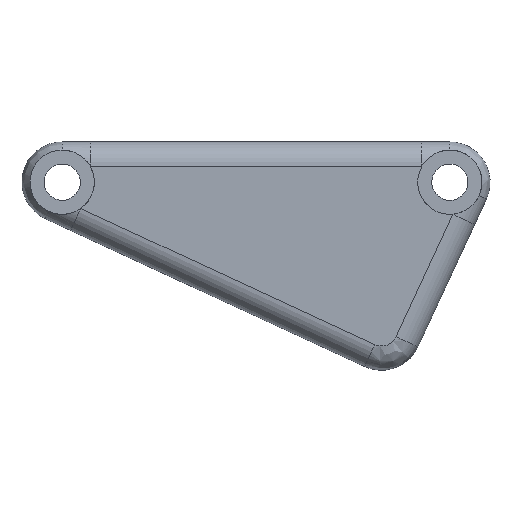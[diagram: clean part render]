
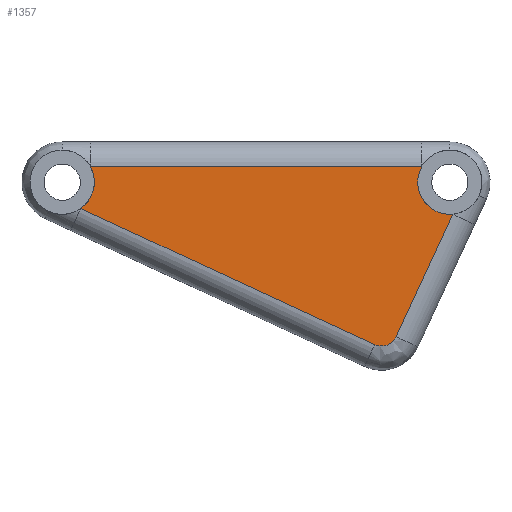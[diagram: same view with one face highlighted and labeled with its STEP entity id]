
A CAD part, left-side view. The second image highlights one B-rep face of the part: STEP entity #1357.
In plain terms, the highlighted planar face has unit normal (-1, 0, 0).
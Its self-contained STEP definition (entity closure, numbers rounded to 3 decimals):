
#38=PLANE('',#1492);
#88=FACE_OUTER_BOUND('',#166,.T.);
#166=EDGE_LOOP('',(#1026,#1027,#1028,#1029,#1030,#1031,#1032));
#240=LINE('',#2102,#355);
#242=LINE('',#2111,#357);
#245=LINE('',#2146,#360);
#355=VECTOR('',#1659,10.);
#357=VECTOR('',#1667,10.);
#360=VECTOR('',#1684,10.);
#467=CIRCLE('',#1449,2.);
#480=CIRCLE('',#1468,4.);
#482=CIRCLE('',#1470,4.);
#486=CIRCLE('',#1479,4.);
#565=VERTEX_POINT('',#2095);
#568=VERTEX_POINT('',#2100);
#569=VERTEX_POINT('',#2104);
#572=VERTEX_POINT('',#2109);
#575=VERTEX_POINT('',#2139);
#578=VERTEX_POINT('',#2144);
#586=VERTEX_POINT('',#2229);
#709=EDGE_CURVE('',#568,#565,#240,.T.);
#713=EDGE_CURVE('',#572,#569,#242,.T.);
#714=EDGE_CURVE('',#569,#568,#467,.T.);
#722=EDGE_CURVE('',#578,#575,#245,.T.);
#737=EDGE_CURVE('',#586,#575,#480,.T.);
#740=EDGE_CURVE('',#572,#586,#482,.T.);
#750=EDGE_CURVE('',#578,#565,#486,.T.);
#1026=ORIENTED_EDGE('',*,*,#713,.F.);
#1027=ORIENTED_EDGE('',*,*,#740,.T.);
#1028=ORIENTED_EDGE('',*,*,#737,.T.);
#1029=ORIENTED_EDGE('',*,*,#722,.F.);
#1030=ORIENTED_EDGE('',*,*,#750,.T.);
#1031=ORIENTED_EDGE('',*,*,#709,.F.);
#1032=ORIENTED_EDGE('',*,*,#714,.F.);
#1357=ADVANCED_FACE('',(#88),#38,.T.);
#1449=AXIS2_PLACEMENT_3D('',#2121,#1668,#1669);
#1468=AXIS2_PLACEMENT_3D('',#2230,#1712,#1713);
#1470=AXIS2_PLACEMENT_3D('',#2234,#1717,#1718);
#1479=AXIS2_PLACEMENT_3D('',#2255,#1741,#1742);
#1492=AXIS2_PLACEMENT_3D('',#2289,#1776,#1777);
#1659=DIRECTION('',(0.,0.908,0.42));
#1667=DIRECTION('',(0.,0.42,-0.908));
#1668=DIRECTION('center_axis',(1.,0.,0.));
#1669=DIRECTION('ref_axis',(0.,-0.345,-0.939));
#1684=DIRECTION('',(0.,-1.,0.));
#1712=DIRECTION('center_axis',(1.,0.,0.));
#1713=DIRECTION('ref_axis',(0.,-1.,0.));
#1717=DIRECTION('center_axis',(1.,0.,0.));
#1718=DIRECTION('ref_axis',(0.,-1.,0.));
#1741=DIRECTION('center_axis',(1.,0.,0.));
#1742=DIRECTION('ref_axis',(0.,-1.,0.));
#1776=DIRECTION('center_axis',(-1.,0.,0.));
#1777=DIRECTION('ref_axis',(0.,-1.,0.));
#2095=CARTESIAN_POINT('',(-37.071,3.303,-1.645));
#2100=CARTESIAN_POINT('',(-37.071,-33.232,-18.553));
#2102=CARTESIAN_POINT('',(-37.071,-5.223,-5.59));
#2104=CARTESIAN_POINT('',(-37.071,-35.887,-17.577));
#2109=CARTESIAN_POINT('',(-37.071,-42.93,-2.359));
#2111=CARTESIAN_POINT('',(-37.071,-36.262,-16.768));
#2121=CARTESIAN_POINT('Origin',(-37.071,-34.072,-16.738));
#2139=CARTESIAN_POINT('',(-37.071,-39.106,3.625));
#2144=CARTESIAN_POINT('',(-37.071,2.143,3.625));
#2146=CARTESIAN_POINT('',(-37.071,-30.526,3.625));
#2229=CARTESIAN_POINT('',(-37.071,-38.57,1.625));
#2230=CARTESIAN_POINT('Origin',(-37.071,-42.57,1.625));
#2234=CARTESIAN_POINT('Origin',(-37.071,-42.57,1.625));
#2255=CARTESIAN_POINT('Origin',(-37.071,5.607,1.625));
#2289=CARTESIAN_POINT('Origin',(-37.071,-18.482,-7.556));
